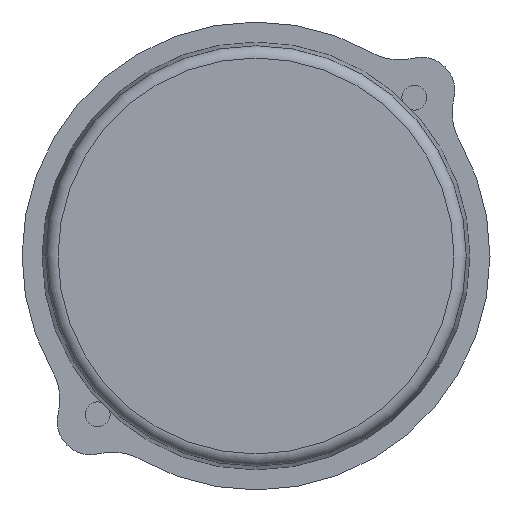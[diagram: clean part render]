
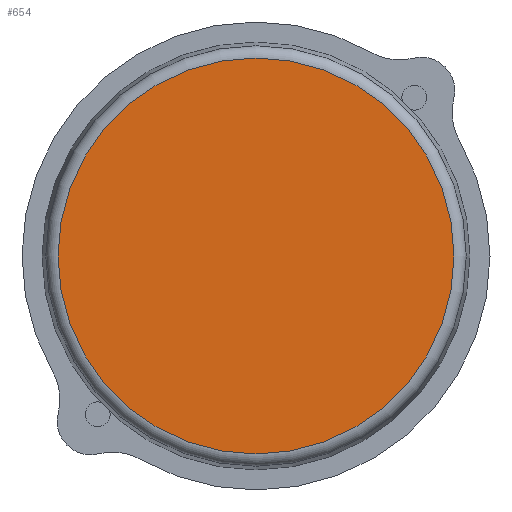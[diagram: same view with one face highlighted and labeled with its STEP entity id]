
A CAD part, left-side view. The second image highlights one B-rep face of the part: STEP entity #654.
In plain terms, the highlighted planar face has unit normal (-1, 0, 0).
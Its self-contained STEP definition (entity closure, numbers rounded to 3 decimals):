
#54=CIRCLE('',#728,31.84);
#117=ORIENTED_EDGE('',*,*,#279,.F.);
#279=EDGE_CURVE('',#358,#358,#54,.T.);
#358=VERTEX_POINT('',#1085);
#483=EDGE_LOOP('',(#117));
#557=FACE_BOUND('',#483,.T.);
#625=PLANE('',#727);
#654=ADVANCED_FACE('',(#557),#625,.F.);
#727=AXIS2_PLACEMENT_3D('',#1083,#855,#856);
#728=AXIS2_PLACEMENT_3D('',#1084,#857,#858);
#855=DIRECTION('',(1.,0.,0.));
#856=DIRECTION('',(0.,0.,-1.));
#857=DIRECTION('',(1.,0.,0.));
#858=DIRECTION('',(0.,0.,-1.));
#1083=CARTESIAN_POINT('',(0.,0.,0.));
#1084=CARTESIAN_POINT('',(0.,0.,0.));
#1085=CARTESIAN_POINT('',(0.,0.,-31.84));
